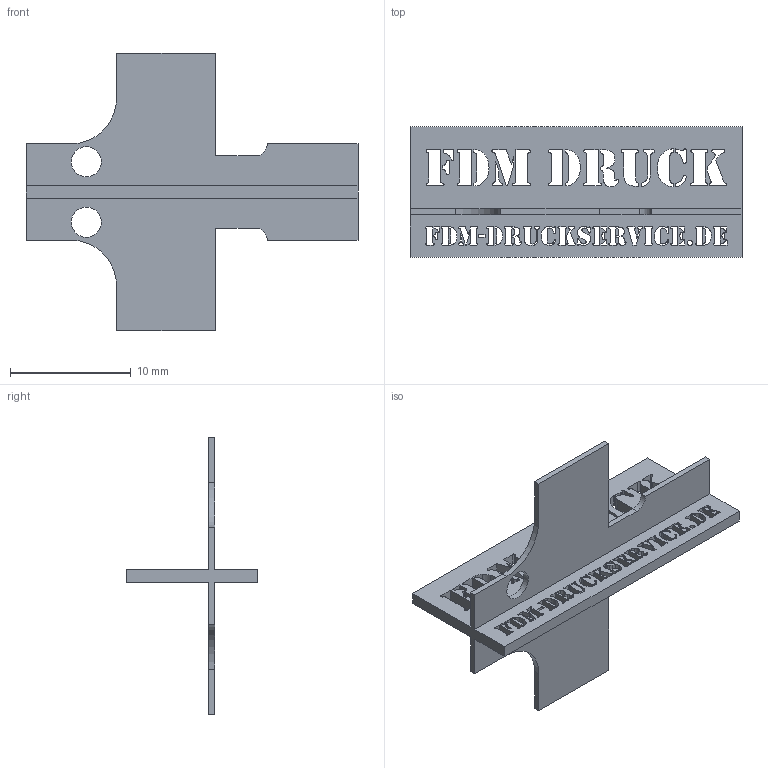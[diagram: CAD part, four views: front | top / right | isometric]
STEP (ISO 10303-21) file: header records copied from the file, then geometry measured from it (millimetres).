
FILE_DESCRIPTION(/* description */ (''),/* implementation_level */ '2;1');
FILE_NAME(/* name */ 'CUT_Isolierstück_MUSTER_FDM.stp',/* time_stamp */ '2022-11-28T15:10:11+01:00',/* author */ ('Markus'),/* organization */ (''),/* preprocessor_version */ 'ST-DEVELOPER v18.1',/* originating_system */ 'Autodesk Inventor 2020',/* authorisation */ '');
FILE_SCHEMA (('AUTOMOTIVE_DESIGN { 1 0 10303 214 3 1 1 }'));
Length unit declared in the file: millimetre
Products named in the file (1): CUT_Isolierstück_MUSTER_FDM
Bounding box: 27.5 x 10.8 x 23 mm (x, y, z)
Volume: 388.6 mm3; surface area: 1468.4 mm2
Topology: 1 solids, 1 shells, 893 faces, 2673 edges, 1782 vertices
Faces by surface type: bspline 616, plane 271, cylinder 6
Full cylindrical faces by diameter (mm): 2.5 x2
Entity records: 32224 total; most frequent: CARTESIAN_POINT 12137, ORIENTED_EDGE 5346, EDGE_CURVE 2673, DIRECTION 2009, VERTEX_POINT 1782, LINE 1429, VECTOR 1429, B_SPLINE_CURVE_WITH_KNOTS 1232
